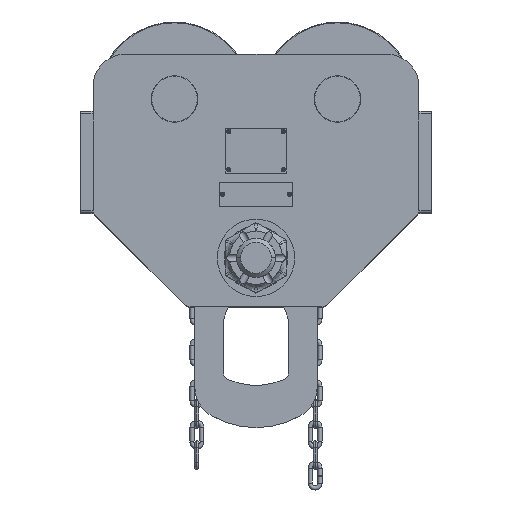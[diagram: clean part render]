
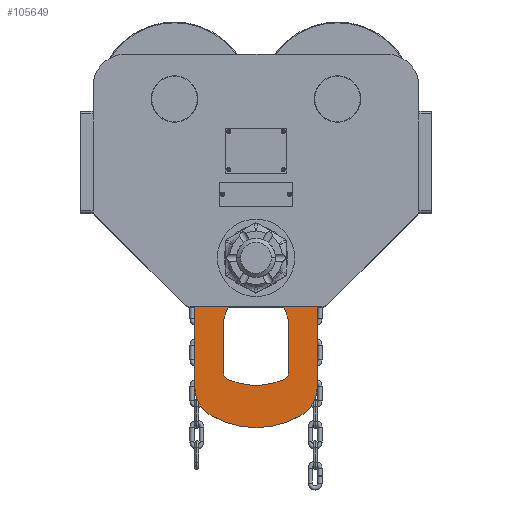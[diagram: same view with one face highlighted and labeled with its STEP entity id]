
A CAD part, top view. The second image highlights one B-rep face of the part: STEP entity #105649.
In plain terms, the highlighted planar face has unit normal (0, 0, 1).
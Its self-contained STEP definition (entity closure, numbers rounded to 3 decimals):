
#94401 = DIRECTION ( 'NONE',  ( 1., 0., 0. ) ) ;
#95399 = CARTESIAN_POINT ( 'NONE',  ( 30.25, 0., 15. ) ) ;
#95401 = CARTESIAN_POINT ( 'NONE',  ( -30.25, 0., 15. ) ) ;
#95512 = CARTESIAN_POINT ( 'NONE',  ( 40., -140.162, 15. ) ) ;
#95517 = CARTESIAN_POINT ( 'NONE',  ( 40., -82., 15. ) ) ;
#95620 = DIRECTION ( 'NONE',  ( 0., 0., 1. ) ) ;
#95621 = AXIS2_PLACEMENT_3D ( 'NONE', #95627, #95620, #94401 ) ;
#95622 = CIRCLE ( 'NONE', #95621, 30.25 ) ;
#95627 = CARTESIAN_POINT ( 'NONE',  ( 0., 0., 15. ) ) ;
#95685 = CARTESIAN_POINT ( 'NONE',  ( 0., 0., 15. ) ) ;
#95686 = AXIS2_PLACEMENT_3D ( 'NONE', #95685, #95747, #95746 ) ;
#95687 = CIRCLE ( 'NONE', #95686, 30.25 ) ;
#95692 = DIRECTION ( 'NONE',  ( 1., 0., 0. ) ) ;
#95693 = DIRECTION ( 'NONE',  ( 0., 0., 1. ) ) ;
#95694 = CARTESIAN_POINT ( 'NONE',  ( 0., -82., 15. ) ) ;
#95695 = AXIS2_PLACEMENT_3D ( 'NONE', #95694, #95693, #95692 ) ;
#95696 = CIRCLE ( 'NONE', #95695, 40. ) ;
#95697 = CARTESIAN_POINT ( 'NONE',  ( -40., -140.162, 15. ) ) ;
#95698 = CARTESIAN_POINT ( 'NONE',  ( -40., -82., 15. ) ) ;
#95699 = DIRECTION ( 'NONE',  ( 0., -1., 0. ) ) ;
#95700 = VECTOR ( 'NONE', #95699, 1000. ) ;
#95701 = CARTESIAN_POINT ( 'NONE',  ( -40., -82., 15. ) ) ;
#95702 = DIRECTION ( 'NONE',  ( 1., 0., 0. ) ) ;
#95703 = DIRECTION ( 'NONE',  ( 0., 0., 1. ) ) ;
#95704 = LINE ( 'NONE', #95701, #95700 ) ;
#95705 = CARTESIAN_POINT ( 'NONE',  ( 0., 0., 15. ) ) ;
#95706 = AXIS2_PLACEMENT_3D ( 'NONE', #95705, #95703, #95702 ) ;
#95707 = FACE_BOUND ( 'NONE', #105735, .T. ) ;
#95708 = FACE_OUTER_BOUND ( 'NONE', #105708, .T. ) ;
#95709 = FACE_BOUND ( 'NONE', #105650, .T. ) ;
#95713 = PLANE ( 'NONE',  #95706 ) ;
#95746 = DIRECTION ( 'NONE',  ( 1., 0., 0. ) ) ;
#95747 = DIRECTION ( 'NONE',  ( 0., 0., 1. ) ) ;
#95748 = CARTESIAN_POINT ( 'NONE',  ( 33.75, -149.432, 15. ) ) ;
#95749 = DIRECTION ( 'NONE',  ( -1., 0., 0. ) ) ;
#95750 = DIRECTION ( 'NONE',  ( 0., 0., 1. ) ) ;
#95751 = CARTESIAN_POINT ( 'NONE',  ( 30., -140.162, 15. ) ) ;
#95752 = AXIS2_PLACEMENT_3D ( 'NONE', #95751, #95750, #95749 ) ;
#95753 = CIRCLE ( 'NONE', #95752, 10. ) ;
#95754 = DIRECTION ( 'NONE',  ( 0., 1., 0. ) ) ;
#95755 = VECTOR ( 'NONE', #95754, 1000. ) ;
#95756 = CARTESIAN_POINT ( 'NONE',  ( 40., -82., 15. ) ) ;
#95757 = LINE ( 'NONE', #95756, #95755 ) ;
#95779 = CIRCLE ( 'NONE', #95841, 40. ) ;
#95780 = CARTESIAN_POINT ( 'NONE',  ( -75., -158.622, 15. ) ) ;
#95781 = DIRECTION ( 'NONE',  ( 0., -1., 0. ) ) ;
#95782 = VECTOR ( 'NONE', #95781, 1000. ) ;
#95783 = CARTESIAN_POINT ( 'NONE',  ( -75., 0., 15. ) ) ;
#95784 = LINE ( 'NONE', #95783, #95782 ) ;
#95785 = CARTESIAN_POINT ( 'NONE',  ( -75., 0., 15. ) ) ;
#95786 = CARTESIAN_POINT ( 'NONE',  ( 75., 0., 15. ) ) ;
#95787 = DIRECTION ( 'NONE',  ( 1., 0., 0. ) ) ;
#95788 = DIRECTION ( 'NONE',  ( 0., 0., 1. ) ) ;
#95789 = CARTESIAN_POINT ( 'NONE',  ( 0., 0., 15. ) ) ;
#95790 = AXIS2_PLACEMENT_3D ( 'NONE', #95789, #95788, #95787 ) ;
#95791 = CIRCLE ( 'NONE', #95790, 75. ) ;
#95792 = DIRECTION ( 'NONE',  ( -1., 0., 0. ) ) ;
#95793 = DIRECTION ( 'NONE',  ( 0., 0., 1. ) ) ;
#95794 = CARTESIAN_POINT ( 'NONE',  ( -30., -140.162, 15. ) ) ;
#95795 = AXIS2_PLACEMENT_3D ( 'NONE', #95794, #95793, #95792 ) ;
#95796 = CIRCLE ( 'NONE', #95795, 10. ) ;
#95797 = CARTESIAN_POINT ( 'NONE',  ( -33.75, -149.432, 15. ) ) ;
#95798 = DIRECTION ( 'NONE',  ( 1., 0., 0. ) ) ;
#95799 = DIRECTION ( 'NONE',  ( 0., 0., 1. ) ) ;
#95800 = AXIS2_PLACEMENT_3D ( 'NONE', #95807, #95799, #95798 ) ;
#95801 = CIRCLE ( 'NONE', #95800, 90. ) ;
#95807 = CARTESIAN_POINT ( 'NONE',  ( 0., -66., 15. ) ) ;
#95808 = DIRECTION ( 'NONE',  ( 0., 1., 0. ) ) ;
#95809 = VECTOR ( 'NONE', #95808, 1000. ) ;
#95810 = CARTESIAN_POINT ( 'NONE',  ( 75., 0., 15. ) ) ;
#95811 = LINE ( 'NONE', #95810, #95809 ) ;
#95812 = CARTESIAN_POINT ( 'NONE',  ( 75., -158.622, 15. ) ) ;
#95813 = DIRECTION ( 'NONE',  ( -1., 0., 0. ) ) ;
#95814 = DIRECTION ( 'NONE',  ( 0., 0., 1. ) ) ;
#95815 = AXIS2_PLACEMENT_3D ( 'NONE', #95820, #95814, #95813 ) ;
#95816 = CIRCLE ( 'NONE', #95815, 40. ) ;
#95820 = CARTESIAN_POINT ( 'NONE',  ( 35., -158.622, 15. ) ) ;
#95824 = CARTESIAN_POINT ( 'NONE',  ( 55., -193.263, 15. ) ) ;
#95825 = DIRECTION ( 'NONE',  ( 1., 0., 0. ) ) ;
#95826 = DIRECTION ( 'NONE',  ( 0., 0., 1. ) ) ;
#95827 = CARTESIAN_POINT ( 'NONE',  ( 0., -98., 15. ) ) ;
#95828 = AXIS2_PLACEMENT_3D ( 'NONE', #95827, #95826, #95825 ) ;
#95829 = CIRCLE ( 'NONE', #95828, 110. ) ;
#95830 = CARTESIAN_POINT ( 'NONE',  ( -55., -193.263, 15. ) ) ;
#95838 = DIRECTION ( 'NONE',  ( -1., 0., 0. ) ) ;
#95839 = DIRECTION ( 'NONE',  ( 0., 0., 1. ) ) ;
#95840 = CARTESIAN_POINT ( 'NONE',  ( -35., -158.622, 15. ) ) ;
#95841 = AXIS2_PLACEMENT_3D ( 'NONE', #95840, #95839, #95838 ) ;
#105578 = VERTEX_POINT ( 'NONE', #95517 ) ;
#105579 = VERTEX_POINT ( 'NONE', #95512 ) ;
#105622 = EDGE_CURVE ( 'NONE', #105623, #105624, #95622, .T. ) ;
#105623 = VERTEX_POINT ( 'NONE', #95401 ) ;
#105624 = VERTEX_POINT ( 'NONE', #95399 ) ;
#105649 = ADVANCED_FACE ( 'NONE', ( #95709, #95708, #95707 ), #95713, .T. ) ;
#105650 = EDGE_LOOP ( 'NONE', ( #105652, #105657, #105777, #105697, #105701, #105705 ) ) ;
#105652 = ORIENTED_EDGE ( 'NONE', *, *, #105653, .F. ) ;
#105653 = EDGE_CURVE ( 'NONE', #105654, #105655, #95704, .T. ) ;
#105654 = VERTEX_POINT ( 'NONE', #95698 ) ;
#105655 = VERTEX_POINT ( 'NONE', #95697 ) ;
#105657 = ORIENTED_EDGE ( 'NONE', *, *, #105658, .F. ) ;
#105658 = EDGE_CURVE ( 'NONE', #105578, #105654, #95696, .T. ) ;
#105660 = ORIENTED_EDGE ( 'NONE', *, *, #105661, .F. ) ;
#105661 = EDGE_CURVE ( 'NONE', #105624, #105623, #95687, .T. ) ;
#105696 = EDGE_CURVE ( 'NONE', #105579, #105578, #95757, .T. ) ;
#105697 = ORIENTED_EDGE ( 'NONE', *, *, #105698, .F. ) ;
#105698 = EDGE_CURVE ( 'NONE', #105699, #105579, #95753, .T. ) ;
#105699 = VERTEX_POINT ( 'NONE', #95748 ) ;
#105701 = ORIENTED_EDGE ( 'NONE', *, *, #105703, .F. ) ;
#105703 = EDGE_CURVE ( 'NONE', #105704, #105699, #95801, .T. ) ;
#105704 = VERTEX_POINT ( 'NONE', #95797 ) ;
#105705 = ORIENTED_EDGE ( 'NONE', *, *, #105706, .F. ) ;
#105706 = EDGE_CURVE ( 'NONE', #105655, #105704, #95796, .T. ) ;
#105708 = EDGE_LOOP ( 'NONE', ( #105709, #105716, #105720, #105725, #105728, #105733 ) ) ;
#105709 = ORIENTED_EDGE ( 'NONE', *, *, #105711, .T. ) ;
#105711 = EDGE_CURVE ( 'NONE', #105714, #105715, #95791, .T. ) ;
#105714 = VERTEX_POINT ( 'NONE', #95786 ) ;
#105715 = VERTEX_POINT ( 'NONE', #95785 ) ;
#105716 = ORIENTED_EDGE ( 'NONE', *, *, #105718, .T. ) ;
#105718 = EDGE_CURVE ( 'NONE', #105715, #105719, #95784, .T. ) ;
#105719 = VERTEX_POINT ( 'NONE', #95780 ) ;
#105720 = ORIENTED_EDGE ( 'NONE', *, *, #105721, .T. ) ;
#105721 = EDGE_CURVE ( 'NONE', #105719, #105723, #95779, .T. ) ;
#105723 = VERTEX_POINT ( 'NONE', #95830 ) ;
#105725 = ORIENTED_EDGE ( 'NONE', *, *, #105726, .T. ) ;
#105726 = EDGE_CURVE ( 'NONE', #105723, #105727, #95829, .T. ) ;
#105727 = VERTEX_POINT ( 'NONE', #95824 ) ;
#105728 = ORIENTED_EDGE ( 'NONE', *, *, #105730, .T. ) ;
#105730 = EDGE_CURVE ( 'NONE', #105727, #105731, #95816, .T. ) ;
#105731 = VERTEX_POINT ( 'NONE', #95812 ) ;
#105733 = ORIENTED_EDGE ( 'NONE', *, *, #105734, .T. ) ;
#105734 = EDGE_CURVE ( 'NONE', #105731, #105714, #95811, .T. ) ;
#105735 = EDGE_LOOP ( 'NONE', ( #105737, #105660 ) ) ;
#105737 = ORIENTED_EDGE ( 'NONE', *, *, #105622, .F. ) ;
#105777 = ORIENTED_EDGE ( 'NONE', *, *, #105696, .F. ) ;
